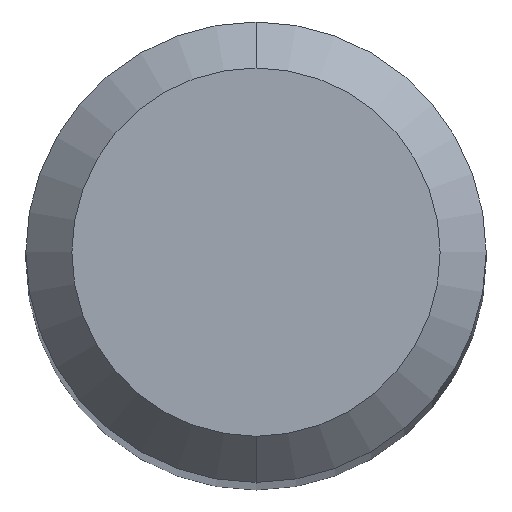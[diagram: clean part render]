
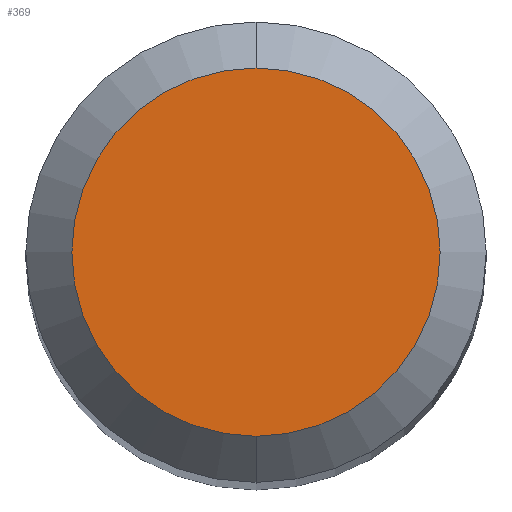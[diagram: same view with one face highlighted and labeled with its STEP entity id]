
A CAD part, top view. The second image highlights one B-rep face of the part: STEP entity #369.
In plain terms, the highlighted planar face has unit normal (0, 0, 1).
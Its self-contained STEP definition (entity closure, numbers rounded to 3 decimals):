
#217=VERTEX_POINT('',#526);
#263=EDGE_CURVE('',#217,#325,#576,.T.);
#325=VERTEX_POINT('',#646);
#369=ADVANCED_FACE('',(#694),#695,.T.);
#373=EDGE_CURVE('',#325,#217,#699,.T.);
#526=CARTESIAN_POINT('',(0.0,1.2,0.0));
#576=CIRCLE('',#1017,1.2);
#646=CARTESIAN_POINT('',(0.,-1.2,0.0));
#694=FACE_OUTER_BOUND('',#1249,.T.);
#695=PLANE('',#1250);
#699=CIRCLE('',#1282,1.2);
#1017=AXIS2_PLACEMENT_3D('',#1518,#1519,#1520);
#1249=EDGE_LOOP('',(#1656,#1657));
#1250=AXIS2_PLACEMENT_3D('',#1658,#1659,#1660);
#1282=AXIS2_PLACEMENT_3D('',#1661,#1662,#1663);
#1518=CARTESIAN_POINT('',(0.0,0.0,0.0));
#1519=DIRECTION('',(0.0,0.0,-1.0));
#1520=DIRECTION('',(0.0,1.0,0.0));
#1656=ORIENTED_EDGE('',*,*,#263,.F.);
#1657=ORIENTED_EDGE('',*,*,#373,.F.);
#1658=CARTESIAN_POINT('',(0.0,0.6,0.0));
#1659=DIRECTION('',(-0.0,0.0,1.0));
#1660=DIRECTION('',(0.0,-1.0,0.0));
#1661=CARTESIAN_POINT('',(0.0,0.0,0.0));
#1662=DIRECTION('',(0.0,0.0,-1.0));
#1663=DIRECTION('',(0.0,1.0,0.0));
